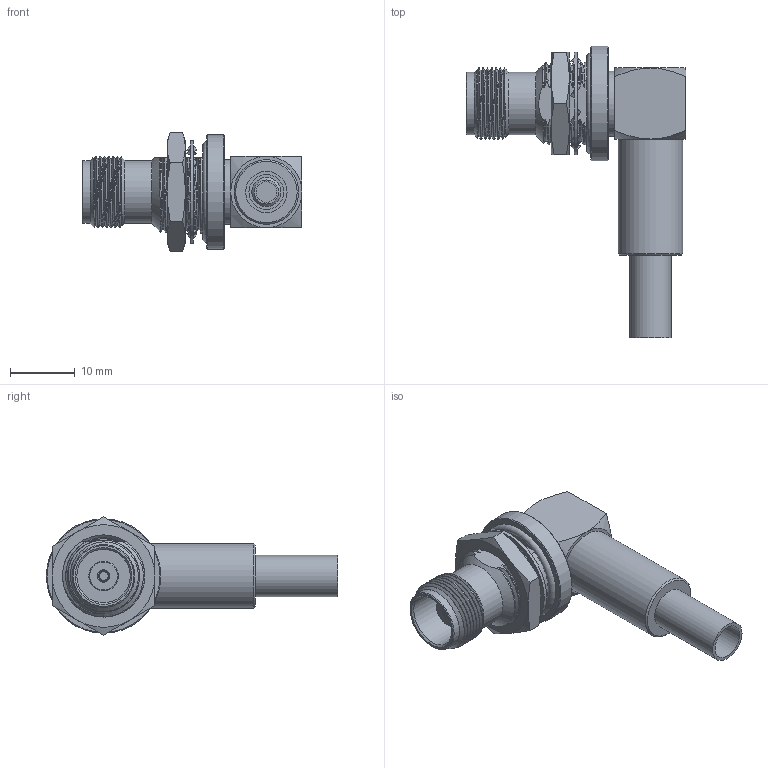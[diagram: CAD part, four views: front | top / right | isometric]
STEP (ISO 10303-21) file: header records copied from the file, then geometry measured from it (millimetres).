
FILE_DESCRIPTION (( 'STEP AP203' ), '1' );
FILE_NAME ('PE44847_3D.step', '2020-10-15T20:58:22', ( '' ), ( '' ), 'SwSTEP 2.0', 'SolidWorks 2018', '' );
FILE_SCHEMA (( 'CONFIG_CONTROL_DESIGN' ));
Length unit declared in the file: inch
Products named in the file (1): PE44847_3D
Bounding box: 34 x 45.03 x 18.33 mm (x, y, z)
Volume: 5374.9 mm3; surface area: 4568.4 mm2
Topology: 5 solids, 5 shells, 204 faces, 570 edges, 385 vertices
Faces by surface type: bspline 71, plane 54, cylinder 40, cone 38, torus 1
Full cylindrical faces by diameter (mm): 1.397 x1, 1.905 x1, 3.2 x1, 4.5 x1, 4.572 x1, 5.4 x1, 6.4 x1, 8.255 x1, 9.652 x1, 9.703 x1, 10 x1, 10.042 x1, 12.751 x1, 15.799 x1, 15.875 x1, 17.691 x1
Entity records: 24969 total; most frequent: CARTESIAN_POINT 20615, ORIENTED_EDGE 1038, DIRECTION 638, EDGE_CURVE 519, VERTEX_POINT 365, AXIS2_PLACEMENT_3D 249, EDGE_LOOP 246, FACE_OUTER_BOUND 217
